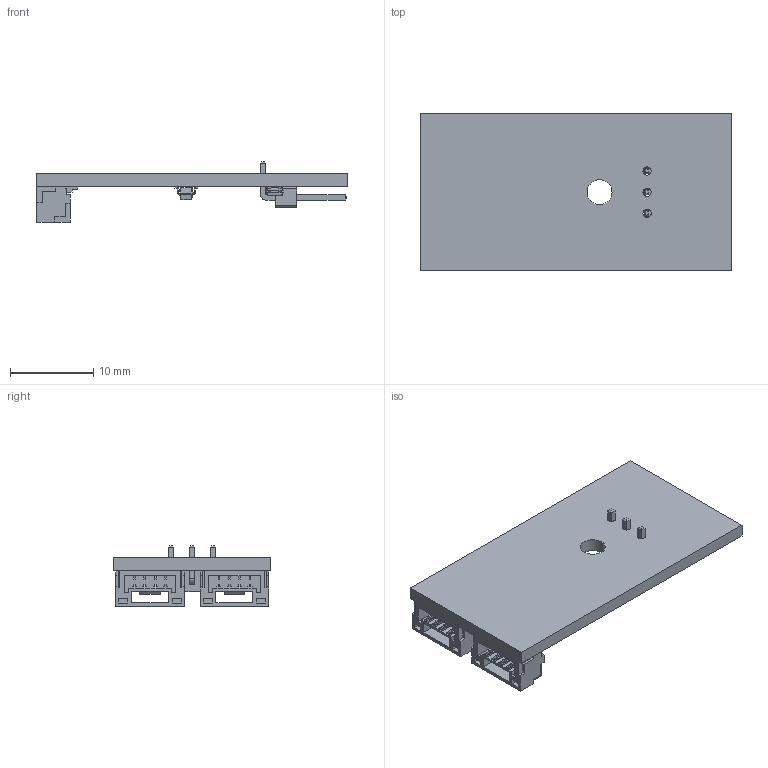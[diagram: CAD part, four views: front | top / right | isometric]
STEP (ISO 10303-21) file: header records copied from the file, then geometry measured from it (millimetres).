
FILE_DESCRIPTION(('KiCad electronic assembly'),'2;1');
FILE_NAME('TFRPM01D.step','2022-03-29T18:39:04',('Pcbnew'),('Kicad'), 'Open CASCADE STEP processor 7.5','KiCad to STEP converter','Unknown' );
FILE_SCHEMA(('AUTOMOTIVE_DESIGN { 1 0 10303 214 1 1 1 1 }'));
Length unit declared in the file: millimetre
Products named in the file (10): TFRPM01D 1; PinHeader_1x03_P2.54mm_Horizontal; SOLID; SOT-23-5; JST_GH_SM04B-GHS-TB_1x04-1MP_P1.25mm_Horizontal; SOT-353_SC-70-5; tmpevo1ryxn PCB
Assembly tree (10 placements, depth 3):
  TFRPM01D 1
    PinHeader_1x03_P2.54mm_Horizontal
      SOLID
    SOT-23-5
      SOLID
    JST_GH_SM04B-GHS-TB_1x04-1MP_P1.25mm_Horizontal  x2
      SOLID
    SOT-353_SC-70-5
      SOLID
    tmpevo1ryxn PCB
Bounding box: 37.5 x 19 x 7.25 mm (x, y, z)
Volume: 1364.2 mm3; surface area: 2417 mm2
Topology: 6 solids, 6 shells, 714 faces, 1902 edges, 1222 vertices
Faces by surface type: bspline 704, plane 6, cylinder 4
Full cylindrical faces by diameter (mm): 1 x3, 3 x1
Entity records: 32773 total; most frequent: CARTESIAN_POINT 11533, B_SPLINE_CURVE_WITH_KNOTS 3749, ORIENTED_EDGE 2662, PCURVE 2662, DEFINITIONAL_REPRESENTATION 2662, EDGE_CURVE 1331, SURFACE_CURVE 1327, VERTEX_POINT 844
